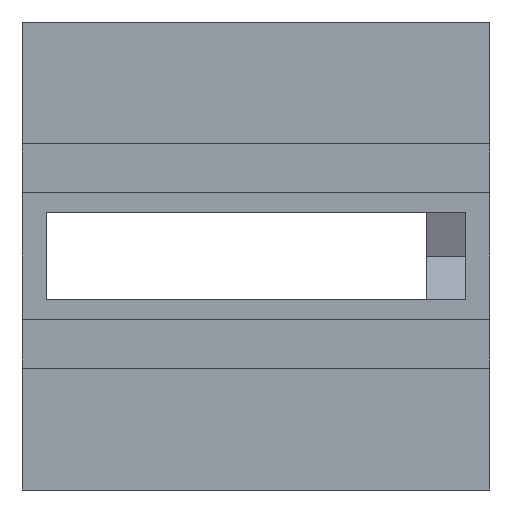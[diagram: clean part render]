
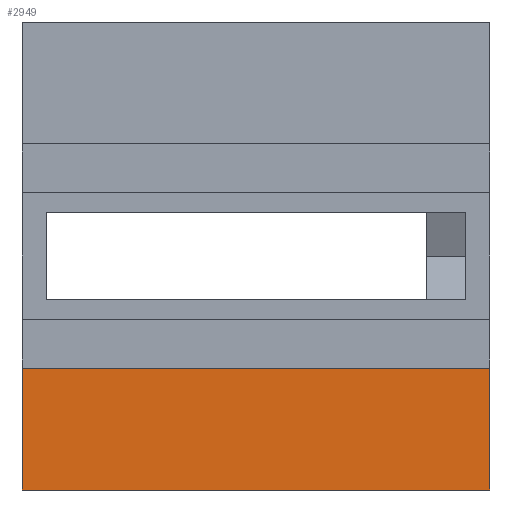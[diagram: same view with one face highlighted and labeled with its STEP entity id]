
A CAD part, left-side view. The second image highlights one B-rep face of the part: STEP entity #2949.
In plain terms, the highlighted planar face has unit normal (-1, 0, 0).
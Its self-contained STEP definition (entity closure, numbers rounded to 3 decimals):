
#119=FACE_OUTER_BOUND('',#267,.T.);
#267=EDGE_LOOP('',(#2509,#2510,#2511,#2512));
#331=LINE('',#3885,#757);
#503=LINE('',#4222,#929);
#673=LINE('',#4553,#1099);
#707=LINE('',#4609,#1133);
#757=VECTOR('',#3168,10.);
#929=VECTOR('',#3388,10.);
#1099=VECTOR('',#3676,10.);
#1133=VECTOR('',#3724,10.);
#1183=VERTEX_POINT('',#3882);
#1184=VERTEX_POINT('',#3884);
#1325=VERTEX_POINT('',#4221);
#1427=VERTEX_POINT('',#4552);
#1459=EDGE_CURVE('',#1184,#1183,#331,.T.);
#1631=EDGE_CURVE('',#1325,#1184,#503,.T.);
#1801=EDGE_CURVE('',#1427,#1325,#673,.T.);
#1835=EDGE_CURVE('',#1183,#1427,#707,.F.);
#2509=ORIENTED_EDGE('',*,*,#1631,.T.);
#2510=ORIENTED_EDGE('',*,*,#1459,.T.);
#2511=ORIENTED_EDGE('',*,*,#1835,.T.);
#2512=ORIENTED_EDGE('',*,*,#1801,.T.);
#2812=PLANE('',#3100);
#2949=ADVANCED_FACE('',(#119),#2812,.T.);
#3100=AXIS2_PLACEMENT_3D('',#4608,#3722,#3723);
#3168=DIRECTION('',(0.,0.,1.));
#3388=DIRECTION('',(0.,-1.,0.));
#3676=DIRECTION('',(0.,0.,-1.));
#3722=DIRECTION('center_axis',(-1.,0.,0.));
#3723=DIRECTION('ref_axis',(0.,0.,1.));
#3724=DIRECTION('',(0.,-1.,0.));
#3882=CARTESIAN_POINT('',(-24.,0.,-11.5));
#3884=CARTESIAN_POINT('',(-24.,0.,-24.));
#3885=CARTESIAN_POINT('',(-24.,0.,-78.));
#4221=CARTESIAN_POINT('',(-24.,48.,-24.));
#4222=CARTESIAN_POINT('',(-24.,13.25,-24.));
#4552=CARTESIAN_POINT('',(-24.,48.,-11.5));
#4553=CARTESIAN_POINT('',(-24.,48.,-34.95));
#4608=CARTESIAN_POINT('Origin',(-24.,2.5,-42.9));
#4609=CARTESIAN_POINT('',(-24.,1.25,-11.5));
